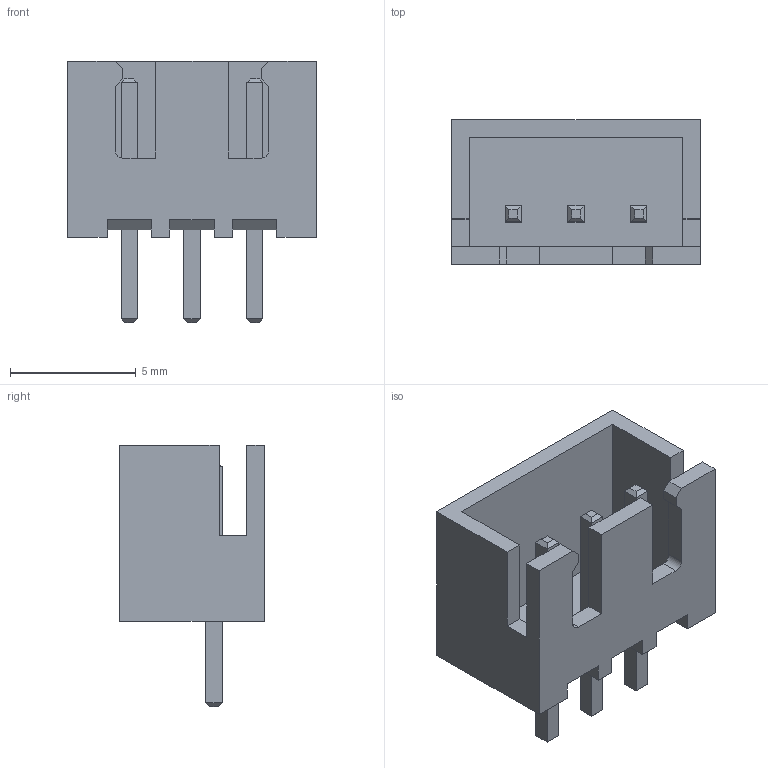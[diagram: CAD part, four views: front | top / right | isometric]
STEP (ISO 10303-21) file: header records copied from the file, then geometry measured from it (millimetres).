
FILE_DESCRIPTION(/* description */ ('STEP AP203'),/* implementation_level */ '2;1');
FILE_NAME(/* name */ '',/* time_stamp */ '2024-10-19T16:39:39+09:00',/* author */ (''),/* organization */ (''),/* preprocessor_version */ 'ST-DEVELOPER v20',/* originating_system */ 'Autodesk Translation Framework v13.20.0.188',/* authorisation */ '');
FILE_SCHEMA (('AUTOMOTIVE_DESIGN { 1 0 10303 214 3 1 1 }'));
Length unit declared in the file: millimetre
Products named in the file (1): XH 2,54_3p
Bounding box: 9.9 x 5.75 x 10.4 mm (x, y, z)
Volume: 149.7 mm3; surface area: 560.6 mm2
Topology: 4 solids, 4 shells, 104 faces, 264 edges, 168 vertices
Faces by surface type: plane 102, cylinder 2
Entity records: 3096 total; most frequent: CARTESIAN_POINT 537, ORIENTED_EDGE 528, DIRECTION 478, EDGE_CURVE 264, LINE 260, VECTOR 260, VERTEX_POINT 168, EDGE_LOOP 110
